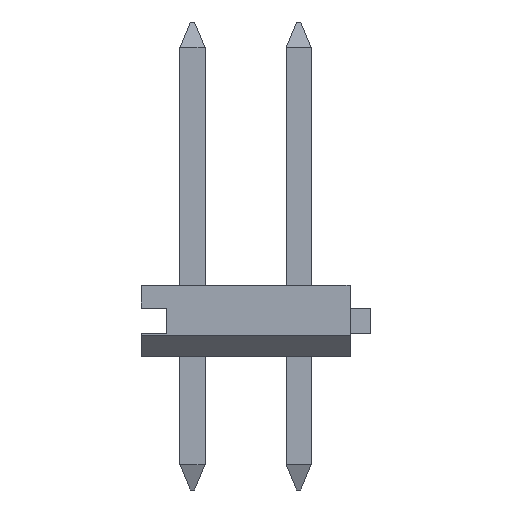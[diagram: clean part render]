
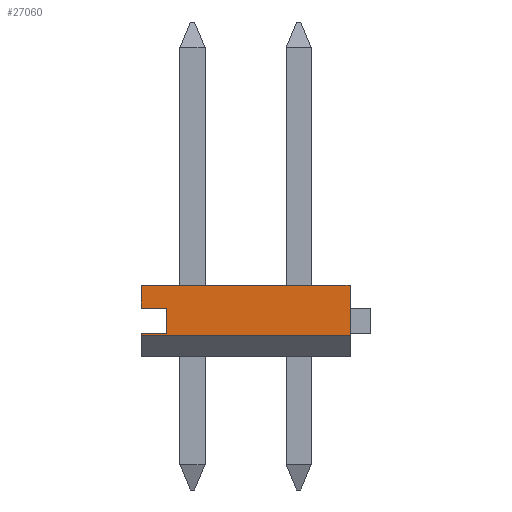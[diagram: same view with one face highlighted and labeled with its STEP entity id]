
A CAD part, left-side view. The second image highlights one B-rep face of the part: STEP entity #27060.
In plain terms, the highlighted planar face has unit normal (-1, 0, 0).
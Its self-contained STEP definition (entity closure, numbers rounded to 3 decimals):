
#26651=CARTESIAN_POINT('',(-21.59,1.9,1.15));
#26652=VERTEX_POINT('',#26651);
#26661=CARTESIAN_POINT('',(-21.59,2.5,1.15));
#26662=VERTEX_POINT('',#26661);
#26663=CARTESIAN_POINT('',(-21.59,2.5,1.15));
#26664=DIRECTION('',(0.0,-1.0,0.0));
#26665=VECTOR('',#26664,0.6);
#26666=LINE('',#26663,#26665);
#26667=EDGE_CURVE('',#26662,#26652,#26666,.T.);
#26693=CARTESIAN_POINT('',(-21.59,1.9,0.55));
#26694=VERTEX_POINT('',#26693);
#26709=CARTESIAN_POINT('',(-21.59,2.5,0.55));
#26710=VERTEX_POINT('',#26709);
#26717=CARTESIAN_POINT('',(-21.59,1.9,0.55));
#26718=DIRECTION('',(0.0,1.0,0.0));
#26719=VECTOR('',#26718,0.6);
#26720=LINE('',#26717,#26719);
#26721=EDGE_CURVE('',#26694,#26710,#26720,.T.);
#26731=CARTESIAN_POINT('',(-21.59,1.9,1.15));
#26732=DIRECTION('',(0.0,0.0,-1.0));
#26733=VECTOR('',#26732,0.6);
#26734=LINE('',#26731,#26733);
#26735=EDGE_CURVE('',#26652,#26694,#26734,.T.);
#26754=CARTESIAN_POINT('',(-21.59,2.5,1.7));
#26755=VERTEX_POINT('',#26754);
#26756=CARTESIAN_POINT('',(-21.59,2.5,1.7));
#26757=DIRECTION('',(0.0,0.0,-1.0));
#26758=VECTOR('',#26757,0.55);
#26759=LINE('',#26756,#26758);
#26760=EDGE_CURVE('',#26755,#26662,#26759,.T.);
#26841=CARTESIAN_POINT('',(-21.59,2.5,0.508));
#26842=VERTEX_POINT('',#26841);
#26849=CARTESIAN_POINT('',(-21.59,2.5,0.55));
#26850=DIRECTION('',(0.0,0.0,-1.0));
#26851=VECTOR('',#26850,0.042);
#26852=LINE('',#26849,#26851);
#26853=EDGE_CURVE('',#26710,#26842,#26852,.T.);
#26939=CARTESIAN_POINT('',(-21.59,-2.5,1.7));
#26940=VERTEX_POINT('',#26939);
#26947=CARTESIAN_POINT('',(-21.59,-2.5,0.508));
#26948=VERTEX_POINT('',#26947);
#26949=CARTESIAN_POINT('',(-21.59,-2.5,1.7));
#26950=DIRECTION('',(0.0,0.0,-1.0));
#26951=VECTOR('',#26950,1.192);
#26952=LINE('',#26949,#26951);
#26953=EDGE_CURVE('',#26940,#26948,#26952,.T.);
#27029=CARTESIAN_POINT('',(-21.59,2.5,1.7));
#27030=DIRECTION('',(0.0,-1.0,0.0));
#27031=VECTOR('',#27030,5.0);
#27032=LINE('',#27029,#27031);
#27033=EDGE_CURVE('',#26755,#26940,#27032,.T.);
#27040=CARTESIAN_POINT('',(-21.59,2.5,1.7));
#27041=DIRECTION('',(-1.0,0.0,0.0));
#27042=DIRECTION('',(0.0,0.0,1.0));
#27043=AXIS2_PLACEMENT_3D('',#27040,#27041,#27042);
#27044=PLANE('',#27043);
#27045=ORIENTED_EDGE('',*,*,#26721,.T.);
#27046=ORIENTED_EDGE('',*,*,#26853,.T.);
#27047=CARTESIAN_POINT('',(-21.59,-2.5,0.508));
#27048=DIRECTION('',(0.0,1.0,0.0));
#27049=VECTOR('',#27048,5.);
#27050=LINE('',#27047,#27049);
#27051=EDGE_CURVE('',#26948,#26842,#27050,.T.);
#27052=ORIENTED_EDGE('',*,*,#27051,.F.);
#27053=ORIENTED_EDGE('',*,*,#26953,.F.);
#27054=ORIENTED_EDGE('',*,*,#27033,.F.);
#27055=ORIENTED_EDGE('',*,*,#26760,.T.);
#27056=ORIENTED_EDGE('',*,*,#26667,.T.);
#27057=ORIENTED_EDGE('',*,*,#26735,.T.);
#27058=EDGE_LOOP('',(#27045,#27046,#27052,#27053,#27054,#27055,#27056,#27057));
#27059=FACE_OUTER_BOUND('',#27058,.T.);
#27060=ADVANCED_FACE('',(#27059),#27044,.T.);
